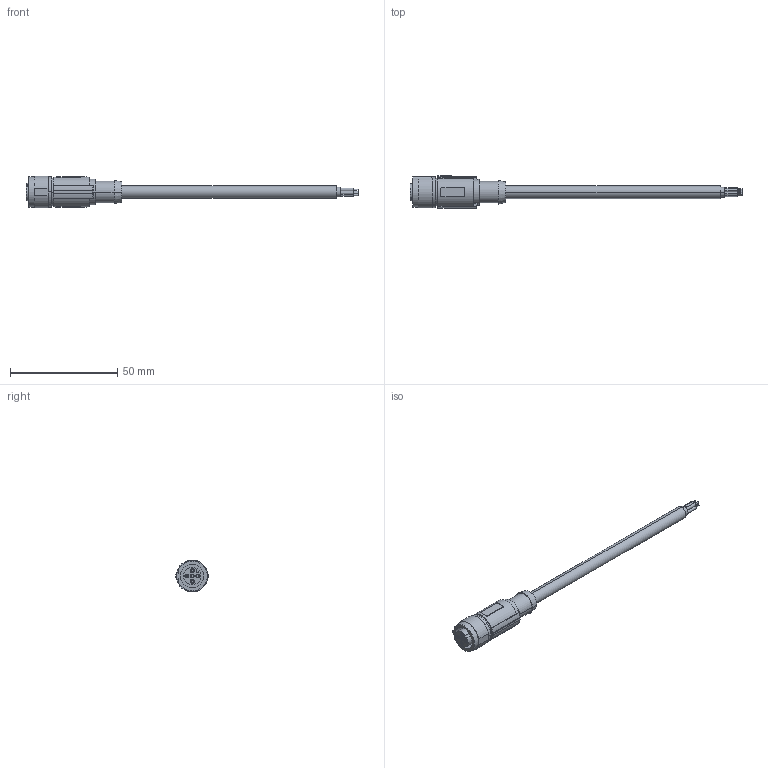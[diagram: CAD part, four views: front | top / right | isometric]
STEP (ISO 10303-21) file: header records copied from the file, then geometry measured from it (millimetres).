
FILE_DESCRIPTION(('SolidDesigner STEP Export'),'2;1');
FILE_NAME('1406149_SAC_5P_2.0_542_FS_SH_SCO_BK-select.stp','2013-09-20T11:53:36',(''),(''),'Creo Elements/Direct Modeling STEP processor for AP214 (Solid Model)','Creo Elements/Direct Modeling 18.1B 29-Sep-2012 (C) Parametric Technology GmbH','');
FILE_SCHEMA(('AUTOMOTIVE_DESIGN { 1 0 10303 214 1 1 1 1 }'));
Length unit declared in the file: millimetre
Products named in the file (1): 1406149_SAC_5P_2.0_542_FS_SH_SCO_BK-select
Bounding box: 154.5 x 15.2 x 14.79 mm (x, y, z)
Volume: 8361.8 mm3; surface area: 4927.5 mm2
Topology: 1 solids, 1 shells, 148 faces, 350 edges, 230 vertices
Faces by surface type: cylinder 69, plane 67, cone 12
Entity records: 5831 total; most frequent: CARTESIAN_POINT 1343, ORIENTED_EDGE 700, DIRECTION 651, EDGE_CURVE 350, AXIS2_PLACEMENT_3D 243, VERTEX_POINT 230, EDGE_LOOP 174, VECTOR 165
